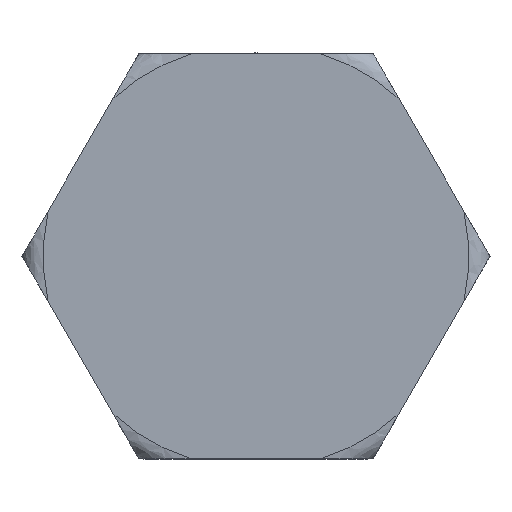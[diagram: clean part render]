
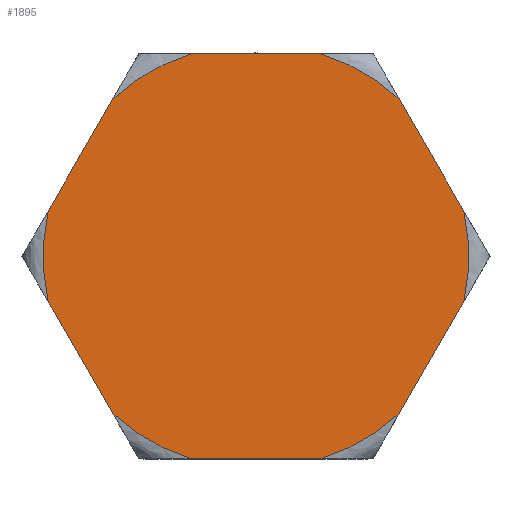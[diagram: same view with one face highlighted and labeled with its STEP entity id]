
A CAD part, top view. The second image highlights one B-rep face of the part: STEP entity #1895.
In plain terms, the highlighted planar face has unit normal (0, 0, 1).
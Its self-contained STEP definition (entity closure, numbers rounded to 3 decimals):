
#88=LINE('',#2863,#108);
#91=LINE('',#2886,#111);
#93=LINE('',#2915,#113);
#96=LINE('',#2955,#116);
#98=LINE('',#2977,#118);
#99=LINE('',#3013,#119);
#108=VECTOR('',#2326,1000.);
#111=VECTOR('',#2331,1000.);
#113=VECTOR('',#2335,1000.);
#116=VECTOR('',#2340,1000.);
#118=VECTOR('',#2344,1000.);
#119=VECTOR('',#2347,1000.);
#132=PLANE('',#2066);
#226=CIRCLE('',#2012,20.04);
#227=CIRCLE('',#2014,20.04);
#246=CIRCLE('',#2055,20.04);
#247=CIRCLE('',#2057,20.04);
#248=CIRCLE('',#2059,20.04);
#249=CIRCLE('',#2061,20.04);
#452=ORIENTED_EDGE('',*,*,#743,.T.);
#453=ORIENTED_EDGE('',*,*,#773,.F.);
#454=ORIENTED_EDGE('',*,*,#748,.T.);
#455=ORIENTED_EDGE('',*,*,#772,.F.);
#456=ORIENTED_EDGE('',*,*,#760,.T.);
#457=ORIENTED_EDGE('',*,*,#715,.F.);
#458=ORIENTED_EDGE('',*,*,#764,.T.);
#459=ORIENTED_EDGE('',*,*,#771,.F.);
#460=ORIENTED_EDGE('',*,*,#769,.T.);
#461=ORIENTED_EDGE('',*,*,#770,.F.);
#462=ORIENTED_EDGE('',*,*,#753,.T.);
#463=ORIENTED_EDGE('',*,*,#710,.F.);
#710=EDGE_CURVE('',#900,#901,#226,.T.);
#715=EDGE_CURVE('',#905,#903,#227,.T.);
#743=EDGE_CURVE('',#900,#928,#88,.T.);
#748=EDGE_CURVE('',#933,#931,#91,.T.);
#753=EDGE_CURVE('',#935,#901,#93,.T.);
#760=EDGE_CURVE('',#938,#903,#96,.T.);
#764=EDGE_CURVE('',#905,#941,#98,.T.);
#769=EDGE_CURVE('',#942,#943,#99,.T.);
#770=EDGE_CURVE('',#935,#943,#246,.T.);
#771=EDGE_CURVE('',#942,#941,#247,.T.);
#772=EDGE_CURVE('',#938,#931,#248,.T.);
#773=EDGE_CURVE('',#933,#928,#249,.T.);
#900=VERTEX_POINT('',#2749);
#901=VERTEX_POINT('',#2750);
#903=VERTEX_POINT('',#2777);
#905=VERTEX_POINT('',#2787);
#928=VERTEX_POINT('',#2861);
#931=VERTEX_POINT('',#2884);
#933=VERTEX_POINT('',#2887);
#935=VERTEX_POINT('',#2916);
#938=VERTEX_POINT('',#2945);
#941=VERTEX_POINT('',#2976);
#942=VERTEX_POINT('',#2987);
#943=VERTEX_POINT('',#3012);
#1161=EDGE_LOOP('',(#452,#453,#454,#455,#456,#457,#458,#459,#460,#461,#462,
#463));
#1387=FACE_BOUND('',#1161,.T.);
#1895=ADVANCED_FACE('',(#1387),#132,.F.);
#2012=AXIS2_PLACEMENT_3D('',#2748,#2244,#2245);
#2014=AXIS2_PLACEMENT_3D('',#2788,#2248,#2249);
#2055=AXIS2_PLACEMENT_3D('',#3015,#2350,#2351);
#2057=AXIS2_PLACEMENT_3D('',#3017,#2354,#2355);
#2059=AXIS2_PLACEMENT_3D('',#3019,#2358,#2359);
#2061=AXIS2_PLACEMENT_3D('',#3021,#2362,#2363);
#2066=AXIS2_PLACEMENT_3D('',#3026,#2372,#2373);
#2244=DIRECTION('',(0.,0.,-1.));
#2245=DIRECTION('',(-1.,0.,0.));
#2248=DIRECTION('',(0.,0.,-1.));
#2249=DIRECTION('',(-1.,0.,0.));
#2326=DIRECTION('',(-0.5,0.866,0.));
#2331=DIRECTION('',(-1.,0.,0.));
#2335=DIRECTION('',(0.5,0.866,0.));
#2340=DIRECTION('',(-0.5,-0.866,0.));
#2344=DIRECTION('',(0.5,-0.866,0.));
#2347=DIRECTION('',(1.,0.,0.));
#2350=DIRECTION('',(0.,0.,-1.));
#2351=DIRECTION('',(-1.,0.,0.));
#2354=DIRECTION('',(0.,0.,-1.));
#2355=DIRECTION('',(-1.,0.,0.));
#2358=DIRECTION('',(0.,0.,-1.));
#2359=DIRECTION('',(-1.,0.,0.));
#2362=DIRECTION('',(0.,0.,-1.));
#2363=DIRECTION('',(-1.,0.,0.));
#2372=DIRECTION('',(0.,0.,-1.));
#2373=DIRECTION('',(0.,-1.,0.));
#2748=CARTESIAN_POINT('',(0.,0.,0.));
#2749=CARTESIAN_POINT('',(19.583,4.256,0.));
#2750=CARTESIAN_POINT('',(19.583,-4.256,0.));
#2777=CARTESIAN_POINT('',(-19.583,4.256,0.));
#2787=CARTESIAN_POINT('',(-19.583,-4.256,0.));
#2788=CARTESIAN_POINT('',(0.,0.,0.));
#2861=CARTESIAN_POINT('',(13.477,14.831,0.));
#2863=CARTESIAN_POINT('',(19.583,4.256,0.));
#2884=CARTESIAN_POINT('',(-6.106,19.087,0.));
#2886=CARTESIAN_POINT('',(6.106,19.087,0.));
#2887=CARTESIAN_POINT('',(6.106,19.087,0.));
#2915=CARTESIAN_POINT('',(13.477,-14.831,0.));
#2916=CARTESIAN_POINT('',(13.477,-14.831,0.));
#2945=CARTESIAN_POINT('',(-13.477,14.831,0.));
#2955=CARTESIAN_POINT('',(-13.477,14.831,0.));
#2976=CARTESIAN_POINT('',(-13.477,-14.831,0.));
#2977=CARTESIAN_POINT('',(-19.583,-4.256,0.));
#2987=CARTESIAN_POINT('',(-6.106,-19.087,0.));
#3012=CARTESIAN_POINT('',(6.106,-19.087,0.));
#3013=CARTESIAN_POINT('',(-6.106,-19.087,0.));
#3015=CARTESIAN_POINT('',(0.,0.,0.));
#3017=CARTESIAN_POINT('',(0.,0.,0.));
#3019=CARTESIAN_POINT('',(0.,0.,0.));
#3021=CARTESIAN_POINT('',(0.,0.,0.));
#3026=CARTESIAN_POINT('',(0.,0.,0.));
